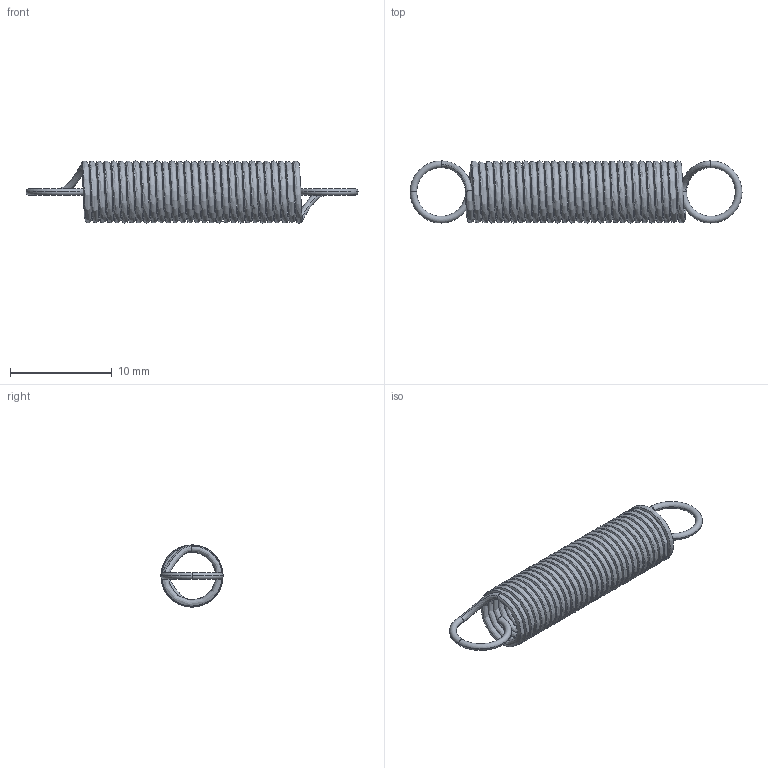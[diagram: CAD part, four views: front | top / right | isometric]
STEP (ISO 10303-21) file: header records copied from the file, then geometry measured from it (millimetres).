
FILE_DESCRIPTION (( 'STEP AP203' ), '1' );
FILE_NAME ('5108N226_Music Wire Steel Extension Spring with Loop Ends.STEP', '2022-11-30T20:58:39', ( 'Administrator' ), ( 'Managed by Terraform' ), 'SwSTEP 2.0', 'SolidWorks 2017', '' );
FILE_SCHEMA (( 'CONFIG_CONTROL_DESIGN' ));
Length unit declared in the file: inch
Products named in the file (1): 5108N226_Music Wire Steel Extension Spring with Loop Ends
Bounding box: 32.59 x 6.1 x 6.09 mm (x, y, z)
Volume: 185 mm3; surface area: 1121.2 mm2
Topology: 1 solids, 1 shells, 14 faces, 28 edges, 16 vertices
Faces by surface type: torus 6, bspline 6, plane 2
Entity records: 11153 total; most frequent: CARTESIAN_POINT 10799, DIRECTION 62, ORIENTED_EDGE 56, AXIS2_PLACEMENT_3D 31, EDGE_CURVE 28, CIRCLE 22, VERTEX_POINT 16, ADVANCED_FACE 14
